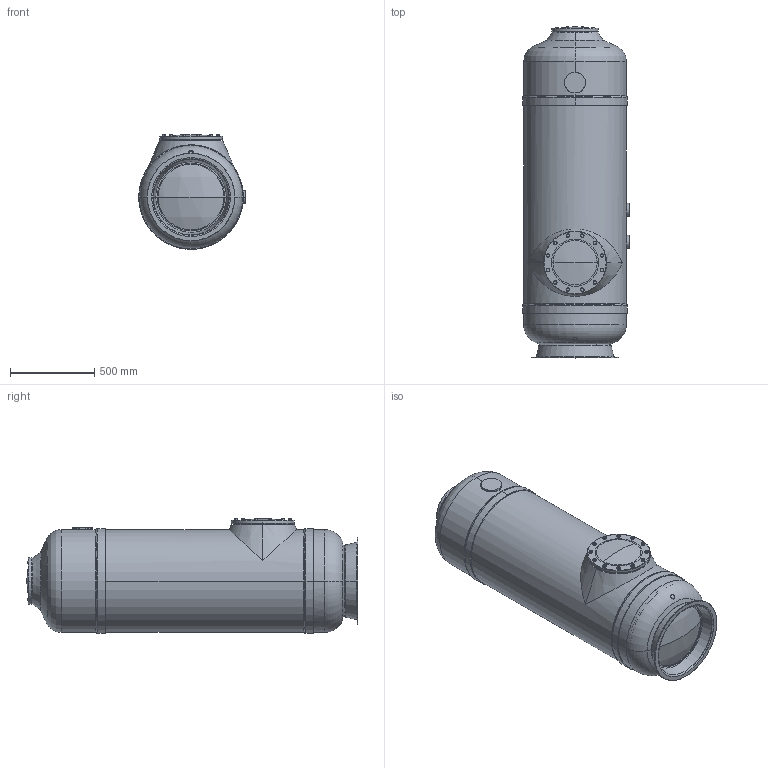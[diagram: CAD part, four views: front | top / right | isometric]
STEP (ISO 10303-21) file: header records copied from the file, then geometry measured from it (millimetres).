
FILE_DESCRIPTION (( 'STEP AP214' ), '1' );
FILE_NAME ('coral60c_nozzle_plate.STEP', '2020-07-07T13:29:30', ( '' ), ( '' ), 'SwSTEP 2.0', 'SolidWorks 2019', '' );
FILE_SCHEMA (( 'AUTOMOTIVE_DESIGN' ));
Length unit declared in the file: millimetre
Products named in the file (20): cover_block_dn300.asm; socket_ma3_63.prt; gasket_block_dn300.prt; cover_block_dn300.prt; cover_block_dn200.asm; washer_fi10.prt; dished_bottom_60c.prt; hex_screw_m8_40.prt; gasket_block_dn200.prt; support_60c.prt; hex_screw_m10_40.prt; cylinder_60c.prt; coral60c_nozzle_plate; sight_glass_3col.prt; washer_fi8.prt; sight_glass_3col.asm; cover_block_dn200.prt; socket_ma3_20.prt; dished_top_60c.prt; gasket_sight_glass.prt
Assembly tree (56 placements, depth 3):
  coral60c_nozzle_plate
    support_60c.prt
    dished_bottom_60c.prt
    cylinder_60c.prt
    socket_ma3_63.prt  x2
    cover_block_dn300.asm
      cover_block_dn300.prt
      gasket_block_dn300.prt
      washer_fi10.prt  x12
      hex_screw_m10_40.prt  x12
    dished_top_60c.prt
    sight_glass_3col.asm
      sight_glass_3col.prt
      gasket_sight_glass.prt
    cover_block_dn200.asm
      cover_block_dn200.prt
      gasket_block_dn200.prt
      washer_fi8.prt  x8
      hex_screw_m8_40.prt  x8
      socket_ma3_20.prt
Bounding box: 633.32 x 1969.91 x 682.07 mm (x, y, z)
Volume: 4935466.2 mm3; surface area: 8924211.3 mm2
Topology: 50 solids, 73 shells, 919 faces, 2033 edges, 1248 vertices
Faces by surface type: cylinder 324, plane 280, cone 227, torus 68, sphere 16, bspline 4
Entity records: 20539 total; most frequent: CARTESIAN_POINT 7961, DIRECTION 2277, ORIENTED_EDGE 1984, EDGE_CURVE 1033, AXIS2_PLACEMENT_3D 1006, VERTEX_POINT 656, EDGE_LOOP 576, CIRCLE 490
